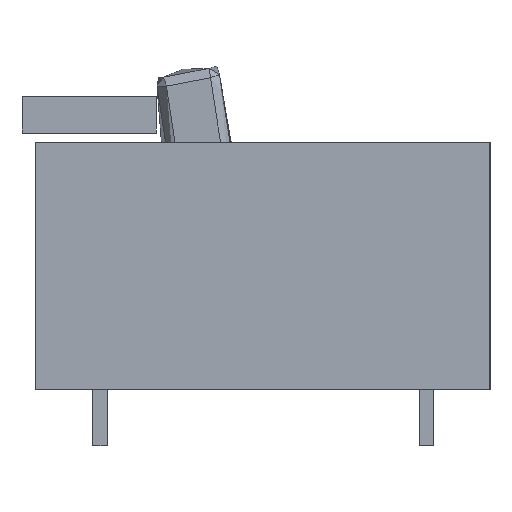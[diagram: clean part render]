
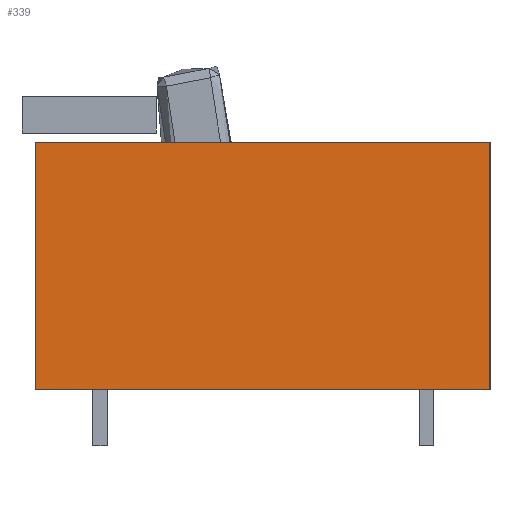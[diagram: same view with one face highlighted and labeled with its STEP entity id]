
A CAD part, left-side view. The second image highlights one B-rep face of the part: STEP entity #339.
In plain terms, the highlighted planar face has unit normal (-1, 0, 0).
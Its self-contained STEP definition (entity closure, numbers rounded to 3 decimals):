
#339=ADVANCED_FACE('',(#455),#1573,.T.);
#455=FACE_OUTER_BOUND('',#571,.T.);
#571=EDGE_LOOP('',(#1001,#1002,#1003,#1004));
#1001=ORIENTED_EDGE('',*,*,#1250,.T.);
#1002=ORIENTED_EDGE('',*,*,#1251,.T.);
#1003=ORIENTED_EDGE('',*,*,#1252,.F.);
#1004=ORIENTED_EDGE('',*,*,#1248,.F.);
#1248=EDGE_CURVE('',#1511,#1512,#1370,.T.);
#1250=EDGE_CURVE('',#1511,#1513,#1372,.T.);
#1251=EDGE_CURVE('',#1513,#1514,#1373,.T.);
#1252=EDGE_CURVE('',#1512,#1514,#1374,.T.);
#1370=B_SPLINE_CURVE_WITH_KNOTS('',1,(#4922,#4923),.UNSPECIFIED.,.F.,.F.,
(2,2),(0.,964.951),.UNSPECIFIED.);
#1372=B_SPLINE_CURVE_WITH_KNOTS('',1,(#4929,#4930),.UNSPECIFIED.,.F.,.F.,
(2,2),(21.,22.),.UNSPECIFIED.);
#1373=B_SPLINE_CURVE_WITH_KNOTS('',1,(#4931,#4932),.UNSPECIFIED.,.F.,.F.,
(2,2),(0.,964.951),.UNSPECIFIED.);
#1374=B_SPLINE_CURVE_WITH_KNOTS('',1,(#4933,#4934),.UNSPECIFIED.,.F.,.F.,
(2,2),(21.,22.),.UNSPECIFIED.);
#1511=VERTEX_POINT('',#4889);
#1512=VERTEX_POINT('',#4890);
#1513=VERTEX_POINT('',#4891);
#1514=VERTEX_POINT('',#4892);
#1573=PLANE('',#1653);
#1653=AXIS2_PLACEMENT_3D('',#4875,#1721,$);
#1721=DIRECTION('',(-1.,0.,0.));
#4875=CARTESIAN_POINT('',(282828.276,-939.837,120.));
#4889=CARTESIAN_POINT('',(282828.276,-939.837,120.));
#4890=CARTESIAN_POINT('',(282828.276,25.114,120.));
#4891=CARTESIAN_POINT('',(282828.276,-939.837,645.));
#4892=CARTESIAN_POINT('',(282828.276,25.114,645.));
#4922=CARTESIAN_POINT('',(282828.276,-939.837,120.));
#4923=CARTESIAN_POINT('',(282828.276,25.114,120.));
#4929=CARTESIAN_POINT('',(282828.276,-939.837,120.));
#4930=CARTESIAN_POINT('',(282828.276,-939.837,645.));
#4931=CARTESIAN_POINT('',(282828.276,-939.837,645.));
#4932=CARTESIAN_POINT('',(282828.276,25.114,645.));
#4933=CARTESIAN_POINT('',(282828.276,25.114,120.));
#4934=CARTESIAN_POINT('',(282828.276,25.114,645.));
